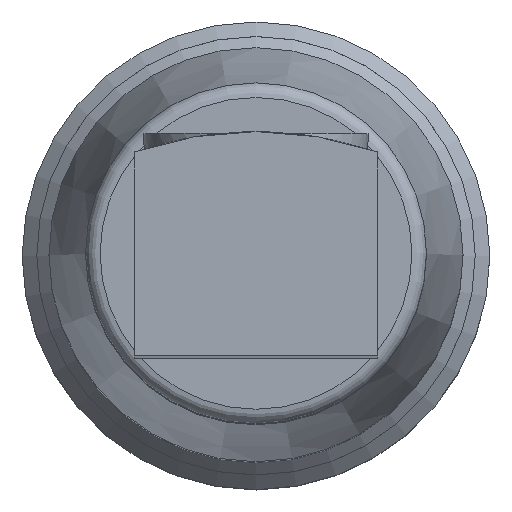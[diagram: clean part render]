
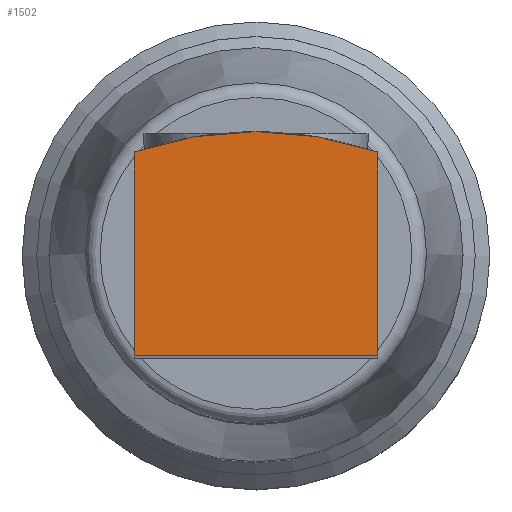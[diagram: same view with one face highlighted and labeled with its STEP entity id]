
A CAD part, top view. The second image highlights one B-rep face of the part: STEP entity #1502.
In plain terms, the highlighted planar face has unit normal (0, 0, 1).
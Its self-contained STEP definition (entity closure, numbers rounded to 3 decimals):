
#57=PLANE('',#1598);
#96=CIRCLE('',#1591,7.7);
#180=ORIENTED_EDGE('',*,*,#375,.T.);
#181=ORIENTED_EDGE('',*,*,#381,.T.);
#182=ORIENTED_EDGE('',*,*,#384,.T.);
#183=ORIENTED_EDGE('',*,*,#387,.T.);
#375=EDGE_CURVE('',#484,#485,#96,.T.);
#381=EDGE_CURVE('',#485,#490,#570,.T.);
#384=EDGE_CURVE('',#490,#492,#573,.T.);
#387=EDGE_CURVE('',#492,#484,#576,.T.);
#484=VERTEX_POINT('',#2081);
#485=VERTEX_POINT('',#2082);
#490=VERTEX_POINT('',#2106);
#492=VERTEX_POINT('',#2112);
#570=LINE('',#2105,#618);
#573=LINE('',#2111,#621);
#576=LINE('',#2117,#624);
#618=VECTOR('',#1748,1000.);
#621=VECTOR('',#1753,1000.);
#624=VECTOR('',#1758,1000.);
#670=EDGE_LOOP('',(#180,#181,#182,#183));
#802=FACE_BOUND('',#670,.T.);
#1502=ADVANCED_FACE('',(#802),#57,.T.);
#1591=AXIS2_PLACEMENT_3D('',#2080,#1740,#1741);
#1598=AXIS2_PLACEMENT_3D('',#2122,#1764,#1765);
#1740=DIRECTION('',(0.,0.,1.));
#1741=DIRECTION('',(1.,0.,0.));
#1748=DIRECTION('',(0.,-1.,0.));
#1753=DIRECTION('',(1.,0.,0.));
#1758=DIRECTION('',(0.,1.,0.));
#1764=DIRECTION('',(0.,0.,1.));
#1765=DIRECTION('',(1.,0.,0.));
#2080=CARTESIAN_POINT('',(-2.5,-3.1,0.));
#2081=CARTESIAN_POINT('',(0.,4.183,0.));
#2082=CARTESIAN_POINT('',(-5.,4.183,0.));
#2105=CARTESIAN_POINT('',(-5.,4.183,0.));
#2106=CARTESIAN_POINT('',(-5.,0.,0.));
#2111=CARTESIAN_POINT('',(-5.,0.,0.));
#2112=CARTESIAN_POINT('',(0.,0.,0.));
#2117=CARTESIAN_POINT('',(0.,0.,0.));
#2122=CARTESIAN_POINT('',(-2.5,-3.1,0.));
